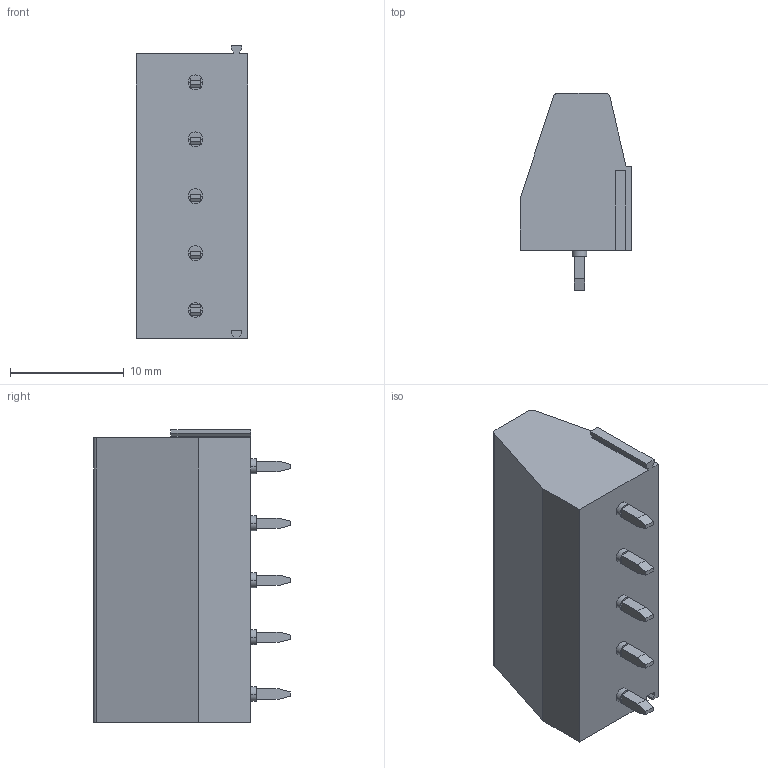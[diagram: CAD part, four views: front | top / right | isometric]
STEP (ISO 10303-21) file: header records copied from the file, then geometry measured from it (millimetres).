
FILE_DESCRIPTION(('SolidDesigner STEP Export'),'2;1');
FILE_NAME('mkds_1.5-5.stp','2002-07-17T12:00:50',(''),(''),'SolidDesigner STEP processor Version: 7.0(Mar 1999)for AP214(CD)(Solid Model)','CoCreate SolidDesigner: 09.01 27-May-2001(C) CoCreate Software GmbH','');
FILE_SCHEMA(('AUTOMOTIVE_DESIGN_CC2 {1 2 10303 214 -1 1 5 1}'));
Length unit declared in the file: millimetre
Products named in the file (2): mkds_1.5-5
Assembly tree (1 placements, depth 2):
  mkds_1.5-5
    mkds_1.5-5
Bounding box: 9.8 x 17.3 x 25.74 mm (x, y, z)
Volume: 2653.8 mm3; surface area: 1737.5 mm2
Topology: 1 solids, 1 shells, 256 faces, 635 edges, 405 vertices
Faces by surface type: plane 202, cylinder 54
Entity records: 8879 total; most frequent: ORIENTED_EDGE 1270, CARTESIAN_POINT 1143, DIRECTION 1043, EDGE_CURVE 635, VECTOR 433, LINE 433, VERTEX_POINT 405, AXIS2_PLACEMENT_3D 305
